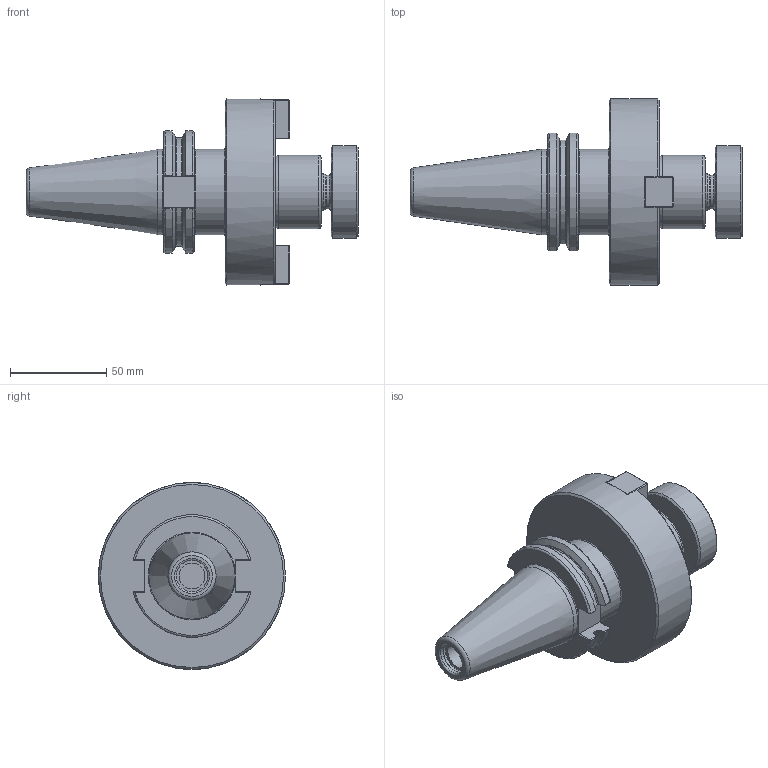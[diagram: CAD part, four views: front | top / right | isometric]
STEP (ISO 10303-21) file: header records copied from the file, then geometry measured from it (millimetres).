
FILE_DESCRIPTION(/* description */ (''),/* implementation_level */ '2;1');
FILE_NAME(/* name */ 'CAT40-SM150-0240.stp',/* time_stamp */ '2019-07-23T16:03:31-05:00',/* author */ ('ldfli'),/* organization */ ('Pioneer N.A.'),/* preprocessor_version */ 'ST-DEVELOPER v18',/* originating_system */ 'Autodesk Inventor LT',/* authorisation */ '');
FILE_SCHEMA (('AUTOMOTIVE_DESIGN { 1 0 10303 214 3 1 1 }'));
Length unit declared in the file: millimetre
Products named in the file (1): CAT40-SM150-0240
Bounding box: 172.25 x 97 x 97 mm (x, y, z)
Volume: 367348.7 mm3; surface area: 63038.2 mm2
Topology: 4 solids, 4 shells, 217 faces, 547 edges, 355 vertices
Faces by surface type: plane 128, cylinder 34, cone 21, torus 18, bspline 16
Full cylindrical faces by diameter (mm): 4.917 x2, 6 x2, 6.5 x2, 10 x3, 11.2 x2, 13.386 x1, 16.3 x1, 16.8 x1, 17.323 x1, 17.526 x1, 19.05 x1, 28 x1, 37.6 x1, 38.1 x1, 44.45 x2, 48 x1, 97 x1
Entity records: 7238 total; most frequent: CARTESIAN_POINT 2006, ORIENTED_EDGE 1088, DIRECTION 1070, EDGE_CURVE 544, AXIS2_PLACEMENT_3D 385, VERTEX_POINT 355, LINE 300, VECTOR 300
